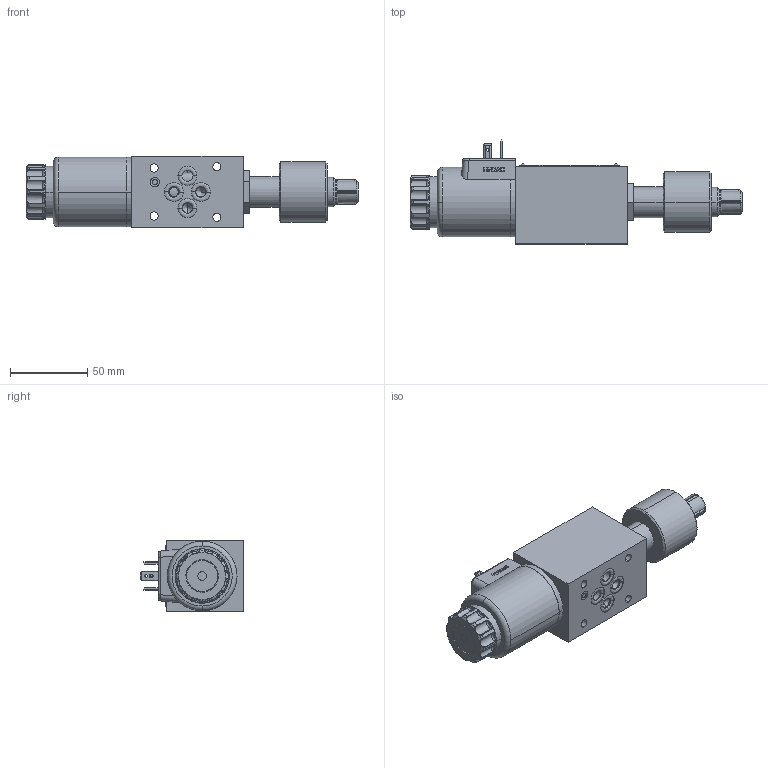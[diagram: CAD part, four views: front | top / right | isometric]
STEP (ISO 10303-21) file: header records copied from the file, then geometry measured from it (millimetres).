
FILE_DESCRIPTION (( 'STEP AP214' ), '1' );
FILE_NAME ('WVM-6I-xxx-R0A.STEP', '2021-02-19T08:07:00', ( '' ), ( '' ), 'SwSTEP 2.0', 'SolidWorks 2020', '' );
FILE_SCHEMA (( 'AUTOMOTIVE_DESIGN' ));
Length unit declared in the file: millimetre
Products named in the file (1): WVM-6I-xxx-R0A
Bounding box: 214.3 x 67.1 x 46 mm (x, y, z)
Volume: 310492.2 mm3; surface area: 42361.9 mm2
Topology: 1 solids, 3 shells, 1034 faces, 2574 edges, 1615 vertices
Faces by surface type: plane 502, cylinder 206, bspline 151, torus 99, cone 54, sphere 22
Entity records: 40827 total; most frequent: CARTESIAN_POINT 11826, ORIENTED_EDGE 5104, DIRECTION 4560, EDGE_CURVE 2552, VERTEX_POINT 1613, AXIS2_PLACEMENT_3D 1545, LINE 1470, VECTOR 1470
